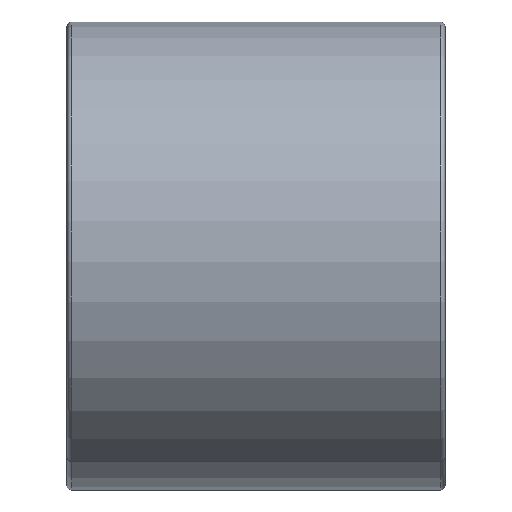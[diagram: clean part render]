
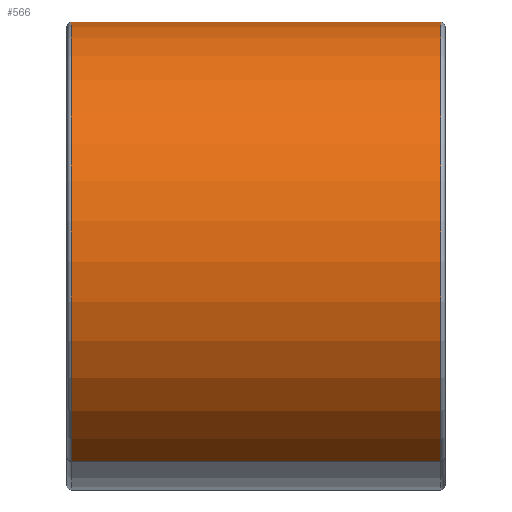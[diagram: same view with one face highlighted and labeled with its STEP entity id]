
A CAD part, front view. The second image highlights one B-rep face of the part: STEP entity #566.
In plain terms, the highlighted cylindrical face has radius 41.275 mm (diameter 82.55 mm), a partial arc.
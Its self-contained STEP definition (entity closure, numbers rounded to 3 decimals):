
#63=CARTESIAN_POINT('Vertex',(-232.863,-19.788,-20.873)) ;
#66=CARTESIAN_POINT('Axis2P3D Location',(-232.863,0.,15.35)) ;
#70=CARTESIAN_POINT('Vertex',(-232.863,19.788,51.572)) ;
#524=CARTESIAN_POINT('Axis2P3D Location',(-200.319,0.,15.35)) ;
#529=CARTESIAN_POINT('Line Origine',(-200.319,-19.788,-20.873)) ;
#533=CARTESIAN_POINT('Vertex',(-167.775,-19.788,-20.873)) ;
#536=CARTESIAN_POINT('Line Origine',(-200.319,19.788,51.572)) ;
#540=CARTESIAN_POINT('Vertex',(-167.775,19.788,51.572)) ;
#555=CARTESIAN_POINT('Axis2P3D Location',(-167.775,0.,15.35)) ;
#67=DIRECTION('Axis2P3D Direction',(-1.,0.,-0.)) ;
#525=DIRECTION('Axis2P3D Direction',(-1.,0.,0.)) ;
#526=DIRECTION('Axis2P3D XDirection',(0.,0.479,0.878)) ;
#530=DIRECTION('Vector Direction',(-1.,0.,0.)) ;
#537=DIRECTION('Vector Direction',(-1.,0.,0.)) ;
#556=DIRECTION('Axis2P3D Direction',(-1.,0.,0.)) ;
#68=AXIS2_PLACEMENT_3D('Circle Axis2P3D',#66,#67,$) ;
#527=AXIS2_PLACEMENT_3D('Cylinder Axis2P3D',#524,#525,#526) ;
#557=AXIS2_PLACEMENT_3D('Circle Axis2P3D',#555,#556,$) ;
#561=ORIENTED_EDGE('',*,*,#542,.F.) ;
#562=ORIENTED_EDGE('',*,*,#72,.F.) ;
#563=ORIENTED_EDGE('',*,*,#535,.T.) ;
#564=ORIENTED_EDGE('',*,*,#559,.T.) ;
#531=VECTOR('Line Direction',#530,1.) ;
#538=VECTOR('Line Direction',#537,1.) ;
#566=ADVANCED_FACE('PartBody',(#565),#528,.T.) ;
#69=CIRCLE('generated circle',#68,41.275) ;
#558=CIRCLE('generated circle',#557,41.275) ;
#528=CYLINDRICAL_SURFACE('generated cylinder',#527,41.275) ;
#72=EDGE_CURVE('',#64,#71,#69,.T.) ;
#535=EDGE_CURVE('',#64,#534,#532,.F.) ;
#542=EDGE_CURVE('',#71,#541,#539,.F.) ;
#559=EDGE_CURVE('',#534,#541,#558,.T.) ;
#560=EDGE_LOOP('',(#561,#562,#563,#564)) ;
#565=FACE_OUTER_BOUND('',#560,.T.) ;
#532=LINE('Line',#529,#531) ;
#539=LINE('Line',#536,#538) ;
#64=VERTEX_POINT('',#63) ;
#71=VERTEX_POINT('',#70) ;
#534=VERTEX_POINT('',#533) ;
#541=VERTEX_POINT('',#540) ;
